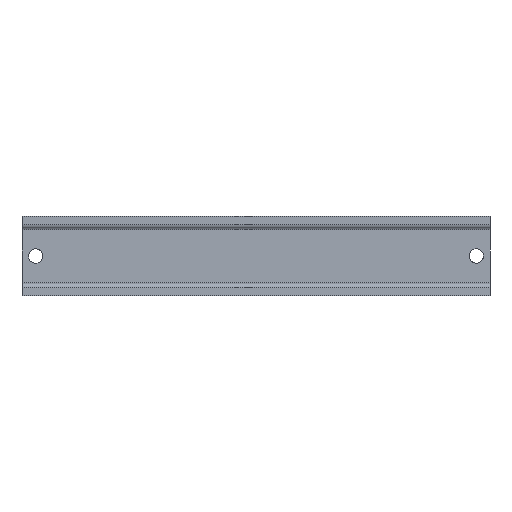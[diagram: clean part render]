
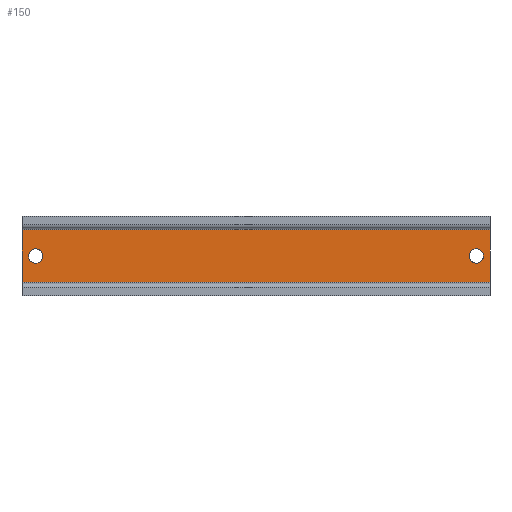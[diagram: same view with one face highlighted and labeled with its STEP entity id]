
A CAD part, top view. The second image highlights one B-rep face of the part: STEP entity #150.
In plain terms, the highlighted planar face has unit normal (0, 0, 1).
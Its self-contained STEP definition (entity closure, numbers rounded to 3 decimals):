
#87=AXIS2_PLACEMENT_3D('Plane Axis2P3D',#84,#85,#86) ;
#125=AXIS2_PLACEMENT_3D('Circle Axis2P3D',#123,#124,$) ;
#134=AXIS2_PLACEMENT_3D('Circle Axis2P3D',#132,#133,$) ;
#143=AXIS2_PLACEMENT_3D('Circle Axis2P3D',#141,#142,$) ;
#38=CARTESIAN_POINT('Control Point',(6.,20.65,1.5)) ;
#39=CARTESIAN_POINT('Control Point',(5.01,20.65,1.5)) ;
#40=CARTESIAN_POINT('Control Point',(4.021,20.261,1.5)) ;
#41=CARTESIAN_POINT('Control Point',(3.239,19.479,1.5)) ;
#42=CARTESIAN_POINT('Control Point',(2.461,17.5,1.5)) ;
#43=CARTESIAN_POINT('Control Point',(3.239,15.521,1.5)) ;
#44=CARTESIAN_POINT('Control Point',(4.021,14.739,1.5)) ;
#45=CARTESIAN_POINT('Control Point',(5.01,14.35,1.5)) ;
#46=CARTESIAN_POINT('Control Point',(6.,14.35,1.5)) ;
#47=CARTESIAN_POINT('Vertex',(6.,20.65,1.5)) ;
#49=CARTESIAN_POINT('Vertex',(6.,14.35,1.5)) ;
#84=CARTESIAN_POINT('Axis2P3D Location',(0.,29.,1.5)) ;
#89=CARTESIAN_POINT('Line Origine',(102.5,29.,1.5)) ;
#93=CARTESIAN_POINT('Vertex',(0.,29.,1.5)) ;
#95=CARTESIAN_POINT('Vertex',(205.,29.,1.5)) ;
#98=CARTESIAN_POINT('Line Origine',(0.,17.5,1.5)) ;
#102=CARTESIAN_POINT('Vertex',(0.,6.,1.5)) ;
#105=CARTESIAN_POINT('Line Origine',(102.5,6.,1.5)) ;
#109=CARTESIAN_POINT('Vertex',(205.,6.,1.5)) ;
#112=CARTESIAN_POINT('Line Origine',(205.,17.5,1.5)) ;
#123=CARTESIAN_POINT('Axis2P3D Location',(6.,17.5,1.5)) ;
#132=CARTESIAN_POINT('Axis2P3D Location',(199.,17.5,1.5)) ;
#136=CARTESIAN_POINT('Vertex',(199.,14.35,1.5)) ;
#138=CARTESIAN_POINT('Vertex',(199.,20.65,1.5)) ;
#141=CARTESIAN_POINT('Axis2P3D Location',(199.,17.5,1.5)) ;
#85=DIRECTION('Axis2P3D Direction',(-0.,0.,1.)) ;
#86=DIRECTION('Axis2P3D XDirection',(0.,-1.,0.)) ;
#90=DIRECTION('Vector Direction',(1.,0.,0.)) ;
#99=DIRECTION('Vector Direction',(0.,-1.,0.)) ;
#106=DIRECTION('Vector Direction',(1.,0.,0.)) ;
#113=DIRECTION('Vector Direction',(0.,-1.,0.)) ;
#124=DIRECTION('Axis2P3D Direction',(-0.,0.,1.)) ;
#133=DIRECTION('Axis2P3D Direction',(-0.,0.,1.)) ;
#142=DIRECTION('Axis2P3D Direction',(-0.,0.,1.)) ;
#91=VECTOR('Line Direction',#90,1.) ;
#100=VECTOR('Line Direction',#99,1.) ;
#107=VECTOR('Line Direction',#106,1.) ;
#114=VECTOR('Line Direction',#113,1.) ;
#118=ORIENTED_EDGE('',*,*,#97,.F.) ;
#119=ORIENTED_EDGE('',*,*,#104,.T.) ;
#120=ORIENTED_EDGE('',*,*,#111,.T.) ;
#121=ORIENTED_EDGE('',*,*,#116,.F.) ;
#129=ORIENTED_EDGE('',*,*,#127,.F.) ;
#130=ORIENTED_EDGE('',*,*,#51,.F.) ;
#147=ORIENTED_EDGE('',*,*,#140,.F.) ;
#148=ORIENTED_EDGE('',*,*,#145,.F.) ;
#131=FACE_BOUND('',#128,.T.) ;
#149=FACE_BOUND('',#146,.T.) ;
#150=ADVANCED_FACE('Rail',(#122,#131,#149),#88,.T.) ;
#37=B_SPLINE_CURVE_WITH_KNOTS('',5,(#38,#39,#40,#41,#42,#43,#44,#45,#46),.UNSPECIFIED.,.F.,.U.,(6,3,6),(-4.948,0.,4.948),.UNSPECIFIED.) ;
#126=CIRCLE('generated circle',#125,3.15) ;
#135=CIRCLE('generated circle',#134,3.15) ;
#144=CIRCLE('generated circle',#143,3.15) ;
#51=EDGE_CURVE('',#48,#50,#37,.T.) ;
#97=EDGE_CURVE('',#94,#96,#92,.T.) ;
#104=EDGE_CURVE('',#94,#103,#101,.T.) ;
#111=EDGE_CURVE('',#103,#110,#108,.T.) ;
#116=EDGE_CURVE('',#96,#110,#115,.T.) ;
#127=EDGE_CURVE('',#50,#48,#126,.T.) ;
#140=EDGE_CURVE('',#137,#139,#135,.T.) ;
#145=EDGE_CURVE('',#139,#137,#144,.T.) ;
#117=EDGE_LOOP('',(#118,#119,#120,#121)) ;
#128=EDGE_LOOP('',(#129,#130)) ;
#146=EDGE_LOOP('',(#147,#148)) ;
#122=FACE_OUTER_BOUND('',#117,.T.) ;
#92=LINE('Line',#89,#91) ;
#101=LINE('Line',#98,#100) ;
#108=LINE('Line',#105,#107) ;
#115=LINE('Line',#112,#114) ;
#88=PLANE('',#87) ;
#48=VERTEX_POINT('',#47) ;
#50=VERTEX_POINT('',#49) ;
#94=VERTEX_POINT('',#93) ;
#96=VERTEX_POINT('',#95) ;
#103=VERTEX_POINT('',#102) ;
#110=VERTEX_POINT('',#109) ;
#137=VERTEX_POINT('',#136) ;
#139=VERTEX_POINT('',#138) ;
